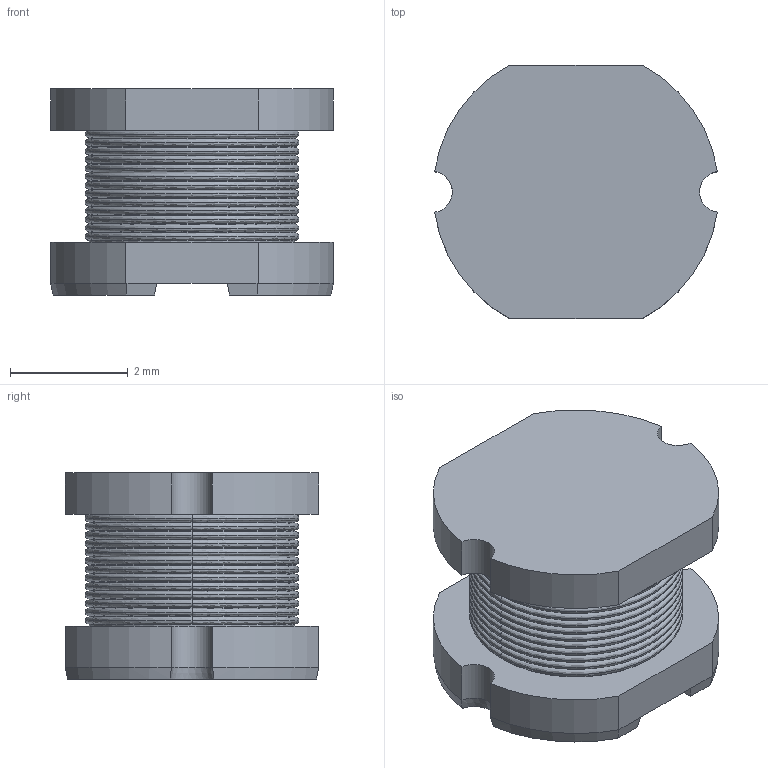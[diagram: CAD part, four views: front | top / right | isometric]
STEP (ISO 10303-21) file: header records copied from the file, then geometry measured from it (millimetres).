
FILE_DESCRIPTION(('FreeCAD Model'),'2;1');
FILE_NAME('IND_SMD_CD43.step','2016-03-15T20:45:00',( 'Author'),(''),'Open CASCADE STEP processor 6.8','FreeCAD','Unknown' );
FILE_SCHEMA(('AUTOMOTIVE_DESIGN_CC2 { 1 2 10303 214 -1 1 5 4 }'));
Length unit declared in the file: millimetre
Products named in the file (1): IND_SMD_CD43
Bounding box: 4.8 x 4.3 x 3.5 mm (x, y, z)
Volume: 45.8 mm3; surface area: 107.4 mm2
Topology: 1 solids, 1 shells, 117 faces, 248 edges, 135 vertices
Faces by surface type: bspline 52, cylinder 42, plane 16, cone 7
Entity records: 29482 total; most frequent: CARTESIAN_POINT 24517, DIRECTION 520, ORIENTED_EDGE 496, PCURVE 496, DEFINITIONAL_REPRESENTATION 496, B_SPLINE_CURVE_WITH_KNOTS 461, EDGE_CURVE 248, SURFACE_CURVE 248
